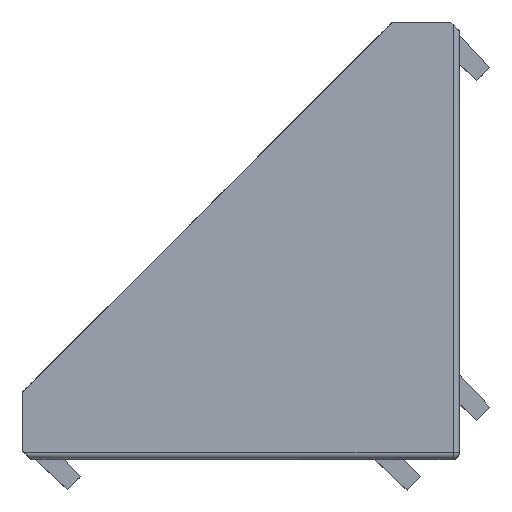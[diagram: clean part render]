
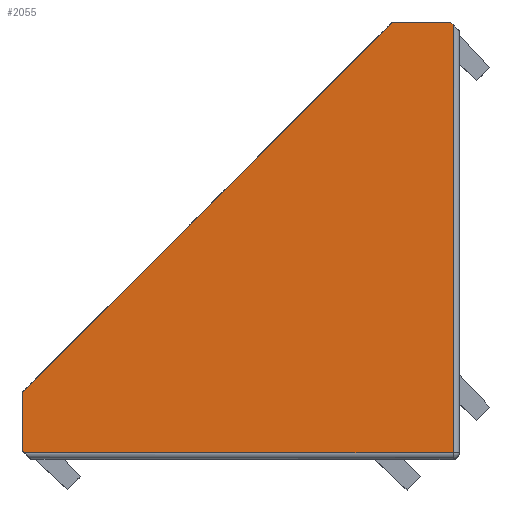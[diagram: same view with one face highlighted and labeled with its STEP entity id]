
A CAD part, top view. The second image highlights one B-rep face of the part: STEP entity #2055.
In plain terms, the highlighted planar face has unit normal (0.006, -0.006, 1).
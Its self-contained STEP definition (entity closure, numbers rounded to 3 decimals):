
#435 = LINE ( 'NONE', #8146, #3746 ) ;
#438 = CARTESIAN_POINT ( 'NONE',  ( -35.3, 0., 18.962 ) ) ;
#450 = CARTESIAN_POINT ( 'NONE',  ( -0.7, 36., 18.97 ) ) ;
#491 = ORIENTED_EDGE ( 'NONE', *, *, #10204, .T. ) ;
#635 = CARTESIAN_POINT ( 'NONE',  ( -36., 5.5, 19. ) ) ;
#857 = EDGE_CURVE ( 'NONE', #6389, #7547, #6096, .T. ) ;
#882 = LINE ( 'NONE', #3915, #1547 ) ;
#1063 = VERTEX_POINT ( 'NONE', #12479 ) ;
#1310 = EDGE_LOOP ( 'NONE', ( #9673, #491, #12109, #3880, #2172, #4327, #11478 ) ) ;
#1547 = VECTOR ( 'NONE', #4734, 1000. ) ;
#1632 = CARTESIAN_POINT ( 'NONE',  ( -0.497, 35.797, 18.968 ) ) ;
#1697 = DIRECTION ( 'NONE',  ( -0.707, -0.707, 0. ) ) ;
#1794 = LINE ( 'NONE', #635, #3370 ) ;
#2055 = ADVANCED_FACE ( 'NONE', ( #3517 ), #5711, .T. ) ;
#2172 = ORIENTED_EDGE ( 'NONE', *, *, #857, .T. ) ;
#2245 = CARTESIAN_POINT ( 'NONE',  ( -36., 0.7, 18.97 ) ) ;
#2493 = DIRECTION ( 'NONE',  ( -1., 0., 0.006 ) ) ;
#2721 = DIRECTION ( 'NONE',  ( -0.707, 0.707, 0.009 ) ) ;
#3152 = CARTESIAN_POINT ( 'NONE',  ( -0.497, 35.3, 18.965 ) ) ;
#3370 = VECTOR ( 'NONE', #11365, 1000. ) ;
#3384 = VECTOR ( 'NONE', #6066, 1000. ) ;
#3517 = FACE_OUTER_BOUND ( 'NONE', #1310, .T. ) ;
#3701 = CARTESIAN_POINT ( 'NONE',  ( -5.5, 36., 19. ) ) ;
#3746 = VECTOR ( 'NONE', #4306, 1000. ) ;
#3880 = ORIENTED_EDGE ( 'NONE', *, *, #6649, .T. ) ;
#3915 = CARTESIAN_POINT ( 'NONE',  ( -5.5, 36., 19. ) ) ;
#4291 = LINE ( 'NONE', #3152, #12406 ) ;
#4306 = DIRECTION ( 'NONE',  ( 1., 0., -0.006 ) ) ;
#4327 = ORIENTED_EDGE ( 'NONE', *, *, #10123, .T. ) ;
#4471 = CARTESIAN_POINT ( 'NONE',  ( -0.497, 0.497, 18.75 ) ) ;
#4734 = DIRECTION ( 'NONE',  ( -0.707, -0.707, 0. ) ) ;
#5711 = PLANE ( 'NONE',  #11897 ) ;
#5834 = VERTEX_POINT ( 'NONE', #1632 ) ;
#6066 = DIRECTION ( 'NONE',  ( 0.707, -0.707, -0.009 ) ) ;
#6096 = LINE ( 'NONE', #11130, #9796 ) ;
#6389 = VERTEX_POINT ( 'NONE', #450 ) ;
#6649 = EDGE_CURVE ( 'NONE', #5834, #6389, #8819, .T. ) ;
#6895 = VERTEX_POINT ( 'NONE', #4471 ) ;
#6988 = DIRECTION ( 'NONE',  ( 0., 1., 0.006 ) ) ;
#7516 = CARTESIAN_POINT ( 'NONE',  ( -36., 5.5, 19. ) ) ;
#7547 = VERTEX_POINT ( 'NONE', #7910 ) ;
#7910 = CARTESIAN_POINT ( 'NONE',  ( -5.5, 36., 19. ) ) ;
#8146 = CARTESIAN_POINT ( 'NONE',  ( 0., 0.497, 18.747 ) ) ;
#8563 = VERTEX_POINT ( 'NONE', #7516 ) ;
#8819 = LINE ( 'NONE', #11363, #9162 ) ;
#9031 = LINE ( 'NONE', #438, #3384 ) ;
#9162 = VECTOR ( 'NONE', #2721, 1000. ) ;
#9673 = ORIENTED_EDGE ( 'NONE', *, *, #11325, .T. ) ;
#9796 = VECTOR ( 'NONE', #2493, 1000. ) ;
#10123 = EDGE_CURVE ( 'NONE', #7547, #8563, #882, .T. ) ;
#10204 = EDGE_CURVE ( 'NONE', #1063, #6895, #435, .T. ) ;
#11002 = EDGE_CURVE ( 'NONE', #8563, #12025, #1794, .T. ) ;
#11130 = CARTESIAN_POINT ( 'NONE',  ( -0.7, 36., 18.97 ) ) ;
#11199 = DIRECTION ( 'NONE',  ( 0.006, -0.006, 1. ) ) ;
#11325 = EDGE_CURVE ( 'NONE', #12025, #1063, #9031, .T. ) ;
#11363 = CARTESIAN_POINT ( 'NONE',  ( 0., 35.3, 18.962 ) ) ;
#11365 = DIRECTION ( 'NONE',  ( 0., -1., -0.006 ) ) ;
#11478 = ORIENTED_EDGE ( 'NONE', *, *, #11002, .T. ) ;
#11567 = EDGE_CURVE ( 'NONE', #6895, #5834, #4291, .T. ) ;
#11897 = AXIS2_PLACEMENT_3D ( 'NONE', #3701, #11199, #1697 ) ;
#12025 = VERTEX_POINT ( 'NONE', #2245 ) ;
#12109 = ORIENTED_EDGE ( 'NONE', *, *, #11567, .T. ) ;
#12406 = VECTOR ( 'NONE', #6988, 1000. ) ;
#12479 = CARTESIAN_POINT ( 'NONE',  ( -35.797, 0.497, 18.968 ) ) ;
